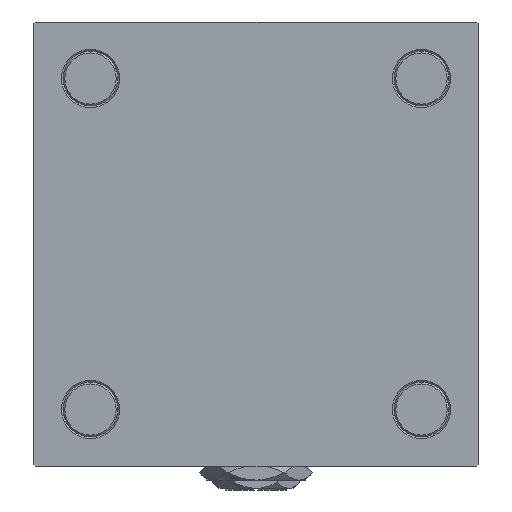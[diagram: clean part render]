
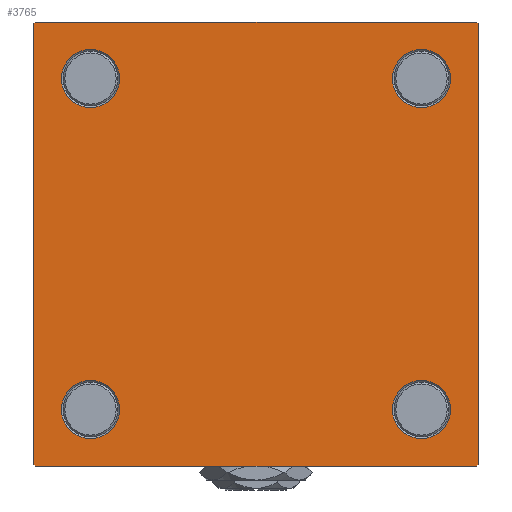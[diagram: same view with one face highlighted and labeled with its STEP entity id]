
A CAD part, left-side view. The second image highlights one B-rep face of the part: STEP entity #3765.
In plain terms, the highlighted planar face has unit normal (-1, 0, 0).
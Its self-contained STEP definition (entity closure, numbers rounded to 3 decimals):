
#389 = AXIS2_PLACEMENT_3D ( 'NONE', #11216, #34252, #30294 ) ;
#1294 = VERTEX_POINT ( 'NONE', #35810 ) ;
#1483 = EDGE_CURVE ( 'NONE', #25029, #30165, #6365, .T. ) ;
#2615 = CIRCLE ( 'NONE', #36430, 8.5 ) ;
#2653 = ORIENTED_EDGE ( 'NONE', *, *, #39590, .T. ) ;
#3328 = VERTEX_POINT ( 'NONE', #9833 ) ;
#3573 = ORIENTED_EDGE ( 'NONE', *, *, #31308, .T. ) ;
#3705 = EDGE_LOOP ( 'NONE', ( #15680, #37335 ) ) ;
#3765 = ADVANCED_FACE ( 'NONE', ( #45043, #37107, #8521, #36844, #4543 ), #49276, .T. ) ;
#3860 = DIRECTION ( 'NONE',  ( 0., 0.707, 0.707 ) ) ;
#3927 = EDGE_CURVE ( 'NONE', #51835, #21736, #15277, .T. ) ;
#4512 = VERTEX_POINT ( 'NONE', #49884 ) ;
#4543 = FACE_OUTER_BOUND ( 'NONE', #27060, .T. ) ;
#4584 = EDGE_CURVE ( 'NONE', #7106, #48297, #2615, .T. ) ;
#4597 = CIRCLE ( 'NONE', #389, 8.5 ) ;
#4951 = CARTESIAN_POINT ( 'NONE',  ( 0., -48.45, -39.95 ) ) ;
#5077 = DIRECTION ( 'NONE',  ( 0., 0., -1. ) ) ;
#5293 = VERTEX_POINT ( 'NONE', #45716 ) ;
#5402 = DIRECTION ( 'NONE',  ( 0., -1., 0. ) ) ;
#5640 = VERTEX_POINT ( 'NONE', #33683 ) ;
#5894 = VECTOR ( 'NONE', #22540, 1000. ) ;
#6124 = CIRCLE ( 'NONE', #19676, 8.5 ) ;
#6365 = LINE ( 'NONE', #50055, #5894 ) ;
#6528 = DIRECTION ( 'NONE',  ( 0., 0., 1. ) ) ;
#6673 = CARTESIAN_POINT ( 'NONE',  ( 0., -65., 64.5 ) ) ;
#7106 = VERTEX_POINT ( 'NONE', #4951 ) ;
#7617 = ORIENTED_EDGE ( 'NONE', *, *, #24087, .F. ) ;
#7763 = DIRECTION ( 'NONE',  ( 1., 0., 0. ) ) ;
#8113 = DIRECTION ( 'NONE',  ( 0., 0., 1. ) ) ;
#8268 = VECTOR ( 'NONE', #15434, 1000. ) ;
#8521 = FACE_BOUND ( 'NONE', #51107, .T. ) ;
#8527 = CARTESIAN_POINT ( 'NONE',  ( 0., 64.5, -65. ) ) ;
#8968 = LINE ( 'NONE', #20643, #39583 ) ;
#9038 = DIRECTION ( 'NONE',  ( 1., 0., 0. ) ) ;
#9057 = LINE ( 'NONE', #24444, #20568 ) ;
#9366 = ORIENTED_EDGE ( 'NONE', *, *, #37886, .T. ) ;
#9833 = CARTESIAN_POINT ( 'NONE',  ( 0., 48.45, 56.95 ) ) ;
#9970 = CARTESIAN_POINT ( 'NONE',  ( 0., 48.45, -48.45 ) ) ;
#10079 = CARTESIAN_POINT ( 'NONE',  ( 0., 64.75, 64.75 ) ) ;
#10320 = AXIS2_PLACEMENT_3D ( 'NONE', #17430, #24847, #25632 ) ;
#10929 = EDGE_LOOP ( 'NONE', ( #22863, #2653 ) ) ;
#11216 = CARTESIAN_POINT ( 'NONE',  ( 0., -48.45, 48.45 ) ) ;
#12234 = CARTESIAN_POINT ( 'NONE',  ( 0., 0., 0. ) ) ;
#13207 = DIRECTION ( 'NONE',  ( 1., 0., 0. ) ) ;
#13330 = AXIS2_PLACEMENT_3D ( 'NONE', #41267, #13207, #20647 ) ;
#14942 = DIRECTION ( 'NONE',  ( 1., 0., 0. ) ) ;
#15277 = CIRCLE ( 'NONE', #46610, 8.5 ) ;
#15426 = CIRCLE ( 'NONE', #10320, 8.5 ) ;
#15434 = DIRECTION ( 'NONE',  ( 0., -1., 0. ) ) ;
#15680 = ORIENTED_EDGE ( 'NONE', *, *, #4584, .T. ) ;
#15963 = CARTESIAN_POINT ( 'NONE',  ( 0., 65., -64.5 ) ) ;
#16145 = EDGE_CURVE ( 'NONE', #21736, #51835, #21553, .T. ) ;
#16650 = VERTEX_POINT ( 'NONE', #37125 ) ;
#16751 = CARTESIAN_POINT ( 'NONE',  ( 0., 48.45, -56.95 ) ) ;
#16829 = CARTESIAN_POINT ( 'NONE',  ( 0., -64.75, -64.75 ) ) ;
#17430 = CARTESIAN_POINT ( 'NONE',  ( 0., -48.45, -48.45 ) ) ;
#18734 = CARTESIAN_POINT ( 'NONE',  ( 0., 65., 64.5 ) ) ;
#19234 = VERTEX_POINT ( 'NONE', #47442 ) ;
#19345 = CARTESIAN_POINT ( 'NONE',  ( 0., -48.45, 48.45 ) ) ;
#19676 = AXIS2_PLACEMENT_3D ( 'NONE', #22909, #14942, #39040 ) ;
#20056 = LINE ( 'NONE', #16829, #41176 ) ;
#20568 = VECTOR ( 'NONE', #5077, 1000. ) ;
#20643 = CARTESIAN_POINT ( 'NONE',  ( 0., 64.75, -64.75 ) ) ;
#20647 = DIRECTION ( 'NONE',  ( 0., 0., 1. ) ) ;
#21553 = CIRCLE ( 'NONE', #37598, 8.5 ) ;
#21736 = VERTEX_POINT ( 'NONE', #16751 ) ;
#22516 = ORIENTED_EDGE ( 'NONE', *, *, #43990, .T. ) ;
#22540 = DIRECTION ( 'NONE',  ( 0., 0., -1. ) ) ;
#22545 = DIRECTION ( 'NONE',  ( 0., 0.707, -0.707 ) ) ;
#22863 = ORIENTED_EDGE ( 'NONE', *, *, #50720, .T. ) ;
#22909 = CARTESIAN_POINT ( 'NONE',  ( 0., 48.45, 48.45 ) ) ;
#23351 = EDGE_CURVE ( 'NONE', #19234, #1294, #4597, .T. ) ;
#23529 = AXIS2_PLACEMENT_3D ( 'NONE', #19345, #36692, #8113 ) ;
#23578 = VERTEX_POINT ( 'NONE', #8527 ) ;
#23917 = EDGE_CURVE ( 'NONE', #48007, #5640, #43842, .T. ) ;
#23922 = DIRECTION ( 'NONE',  ( 0., 0., 1. ) ) ;
#24087 = EDGE_CURVE ( 'NONE', #16650, #5640, #45912, .T. ) ;
#24444 = CARTESIAN_POINT ( 'NONE',  ( 0., -65., 65. ) ) ;
#24758 = VECTOR ( 'NONE', #3860, 1000. ) ;
#24847 = DIRECTION ( 'NONE',  ( 1., 0., 0. ) ) ;
#25029 = VERTEX_POINT ( 'NONE', #18734 ) ;
#25632 = DIRECTION ( 'NONE',  ( 0., 0., 1. ) ) ;
#25726 = DIRECTION ( 'NONE',  ( 0., 0., 1. ) ) ;
#26114 = EDGE_CURVE ( 'NONE', #48007, #4512, #9057, .T. ) ;
#27060 = EDGE_LOOP ( 'NONE', ( #37212, #29667, #22516, #9366, #50533, #33631, #7617, #3573 ) ) ;
#27893 = DIRECTION ( 'NONE',  ( -1., 0., 0. ) ) ;
#29186 = CARTESIAN_POINT ( 'NONE',  ( 0., -48.45, -56.95 ) ) ;
#29667 = ORIENTED_EDGE ( 'NONE', *, *, #43399, .T. ) ;
#30165 = VERTEX_POINT ( 'NONE', #15963 ) ;
#30294 = DIRECTION ( 'NONE',  ( 0., 0., 1. ) ) ;
#30361 = DIRECTION ( 'NONE',  ( 1., 0., 0. ) ) ;
#31308 = EDGE_CURVE ( 'NONE', #16650, #25029, #42649, .T. ) ;
#31779 = EDGE_LOOP ( 'NONE', ( #32667, #45762 ) ) ;
#32667 = ORIENTED_EDGE ( 'NONE', *, *, #40044, .T. ) ;
#32785 = ORIENTED_EDGE ( 'NONE', *, *, #3927, .T. ) ;
#32861 = ORIENTED_EDGE ( 'NONE', *, *, #16145, .T. ) ;
#33631 = ORIENTED_EDGE ( 'NONE', *, *, #23917, .T. ) ;
#33683 = CARTESIAN_POINT ( 'NONE',  ( 0., -64.5, 65. ) ) ;
#33860 = AXIS2_PLACEMENT_3D ( 'NONE', #12234, #27893, #49019 ) ;
#34252 = DIRECTION ( 'NONE',  ( 1., 0., 0. ) ) ;
#35810 = CARTESIAN_POINT ( 'NONE',  ( 0., -48.45, 56.95 ) ) ;
#36430 = AXIS2_PLACEMENT_3D ( 'NONE', #44030, #7763, #23922 ) ;
#36692 = DIRECTION ( 'NONE',  ( 1., 0., 0. ) ) ;
#36844 = FACE_BOUND ( 'NONE', #10929, .T. ) ;
#37107 = FACE_BOUND ( 'NONE', #3705, .T. ) ;
#37125 = CARTESIAN_POINT ( 'NONE',  ( 0., 64.5, 65. ) ) ;
#37212 = ORIENTED_EDGE ( 'NONE', *, *, #1483, .T. ) ;
#37335 = ORIENTED_EDGE ( 'NONE', *, *, #50517, .T. ) ;
#37598 = AXIS2_PLACEMENT_3D ( 'NONE', #9970, #30361, #6528 ) ;
#37604 = CARTESIAN_POINT ( 'NONE',  ( 0., 48.45, -39.95 ) ) ;
#37750 = DIRECTION ( 'NONE',  ( 0., -0.707, 0.707 ) ) ;
#37886 = EDGE_CURVE ( 'NONE', #5293, #4512, #20056, .T. ) ;
#38156 = CARTESIAN_POINT ( 'NONE',  ( 0., 48.45, -48.45 ) ) ;
#39040 = DIRECTION ( 'NONE',  ( 0., 0., 1. ) ) ;
#39583 = VECTOR ( 'NONE', #41263, 1000. ) ;
#39590 = EDGE_CURVE ( 'NONE', #46870, #3328, #47187, .T. ) ;
#40044 = EDGE_CURVE ( 'NONE', #1294, #19234, #46220, .T. ) ;
#41176 = VECTOR ( 'NONE', #37750, 1000. ) ;
#41263 = DIRECTION ( 'NONE',  ( 0., -0.707, -0.707 ) ) ;
#41267 = CARTESIAN_POINT ( 'NONE',  ( 0., 48.45, 48.45 ) ) ;
#41638 = VECTOR ( 'NONE', #5402, 1000. ) ;
#42649 = LINE ( 'NONE', #10079, #45183 ) ;
#43399 = EDGE_CURVE ( 'NONE', #30165, #23578, #8968, .T. ) ;
#43842 = LINE ( 'NONE', #52313, #24758 ) ;
#43990 = EDGE_CURVE ( 'NONE', #23578, #5293, #47745, .T. ) ;
#44030 = CARTESIAN_POINT ( 'NONE',  ( 0., -48.45, -48.45 ) ) ;
#45043 = FACE_BOUND ( 'NONE', #31779, .T. ) ;
#45183 = VECTOR ( 'NONE', #22545, 1000. ) ;
#45716 = CARTESIAN_POINT ( 'NONE',  ( 0., -64.5, -65. ) ) ;
#45762 = ORIENTED_EDGE ( 'NONE', *, *, #23351, .T. ) ;
#45912 = LINE ( 'NONE', #50150, #41638 ) ;
#46220 = CIRCLE ( 'NONE', #23529, 8.5 ) ;
#46610 = AXIS2_PLACEMENT_3D ( 'NONE', #38156, #9038, #25726 ) ;
#46870 = VERTEX_POINT ( 'NONE', #51530 ) ;
#47187 = CIRCLE ( 'NONE', #13330, 8.5 ) ;
#47442 = CARTESIAN_POINT ( 'NONE',  ( 0., -48.45, 39.95 ) ) ;
#47745 = LINE ( 'NONE', #50674, #8268 ) ;
#48007 = VERTEX_POINT ( 'NONE', #6673 ) ;
#48297 = VERTEX_POINT ( 'NONE', #29186 ) ;
#49019 = DIRECTION ( 'NONE',  ( 0., 0., 1. ) ) ;
#49276 = PLANE ( 'NONE',  #33860 ) ;
#49884 = CARTESIAN_POINT ( 'NONE',  ( 0., -65., -64.5 ) ) ;
#50055 = CARTESIAN_POINT ( 'NONE',  ( 0., 65., 65. ) ) ;
#50150 = CARTESIAN_POINT ( 'NONE',  ( 0., 65., 65. ) ) ;
#50517 = EDGE_CURVE ( 'NONE', #48297, #7106, #15426, .T. ) ;
#50533 = ORIENTED_EDGE ( 'NONE', *, *, #26114, .F. ) ;
#50674 = CARTESIAN_POINT ( 'NONE',  ( 0., 65., -65. ) ) ;
#50720 = EDGE_CURVE ( 'NONE', #3328, #46870, #6124, .T. ) ;
#51107 = EDGE_LOOP ( 'NONE', ( #32785, #32861 ) ) ;
#51530 = CARTESIAN_POINT ( 'NONE',  ( 0., 48.45, 39.95 ) ) ;
#51835 = VERTEX_POINT ( 'NONE', #37604 ) ;
#52313 = CARTESIAN_POINT ( 'NONE',  ( 0., -64.75, 64.75 ) ) ;
